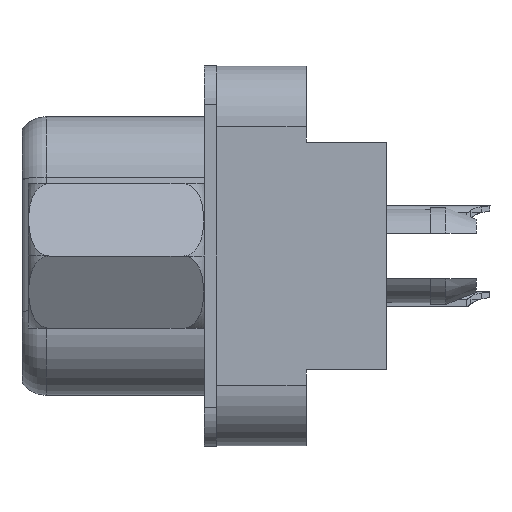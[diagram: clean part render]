
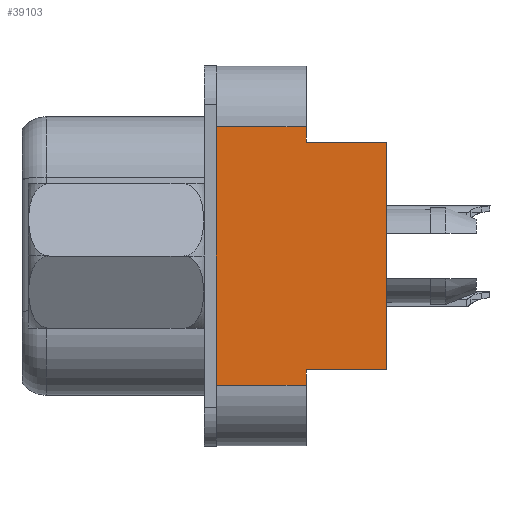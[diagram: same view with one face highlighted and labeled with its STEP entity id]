
A CAD part, left-side view. The second image highlights one B-rep face of the part: STEP entity #39103.
In plain terms, the highlighted planar face has unit normal (-1, 0, 0).
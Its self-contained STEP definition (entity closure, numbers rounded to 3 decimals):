
#527=DIRECTION('',(0.,1.,0.));
#528=VECTOR('',#527,2.65);
#529=CARTESIAN_POINT('',(0.,0.,-2.5));
#530=LINE('',#529,#528);
#795=DIRECTION('',(0.,-1.,0.));
#796=VECTOR('',#795,2.65);
#797=CARTESIAN_POINT('',(0.,2.65,-10.));
#798=LINE('',#797,#796);
#13677=DIRECTION('',(0.,0.,1.));
#13678=VECTOR('',#13677,8.5);
#13679=CARTESIAN_POINT('',(0.,5.6,-10.5));
#13680=LINE('',#13679,#13678);
#13681=DIRECTION('',(0.,0.,1.));
#13682=VECTOR('',#13681,0.5);
#13683=CARTESIAN_POINT('',(0.,2.65,-2.5));
#13684=LINE('',#13683,#13682);
#13685=DIRECTION('',(0.,0.,1.));
#13686=VECTOR('',#13685,7.5);
#13687=CARTESIAN_POINT('',(0.,0.,-10.));
#13688=LINE('',#13687,#13686);
#13689=DIRECTION('',(0.,0.,1.));
#13690=VECTOR('',#13689,0.5);
#13691=CARTESIAN_POINT('',(0.,2.65,-10.5));
#13692=LINE('',#13691,#13690);
#13702=DIRECTION('',(0.,1.,0.));
#13703=VECTOR('',#13702,2.95);
#13704=CARTESIAN_POINT('',(0.,2.65,-2.));
#13705=LINE('',#13704,#13703);
#14398=DIRECTION('',(0.,-1.,0.));
#14399=VECTOR('',#14398,2.95);
#14400=CARTESIAN_POINT('',(0.,5.6,-10.5));
#14401=LINE('',#14400,#14399);
#16604=CARTESIAN_POINT('',(0.,0.,-2.5));
#16605=VERTEX_POINT('',#16604);
#16606=CARTESIAN_POINT('',(0.,0.,-10.));
#16607=VERTEX_POINT('',#16606);
#16686=CARTESIAN_POINT('',(0.,2.65,-2.5));
#16687=VERTEX_POINT('',#16686);
#16688=CARTESIAN_POINT('',(0.,2.65,-2.));
#16689=VERTEX_POINT('',#16688);
#16746=CARTESIAN_POINT('',(0.,2.65,-10.5));
#16747=VERTEX_POINT('',#16746);
#16748=CARTESIAN_POINT('',(0.,2.65,-10.));
#16749=VERTEX_POINT('',#16748);
#18134=CARTESIAN_POINT('',(0.,5.6,-10.5));
#18135=VERTEX_POINT('',#18134);
#18136=CARTESIAN_POINT('',(0.,5.6,-2.));
#18137=VERTEX_POINT('',#18136);
#39084=CARTESIAN_POINT('',(0.,2.8,-6.25));
#39085=DIRECTION('',(1.,0.,0.));
#39086=DIRECTION('',(0.,0.,1.));
#39087=AXIS2_PLACEMENT_3D('',#39084,#39085,#39086);
#39088=PLANE('',#39087);
#39089=ORIENTED_EDGE('',*,*,#19661,.T.);
#39091=ORIENTED_EDGE('',*,*,#39090,.F.);
#39092=ORIENTED_EDGE('',*,*,#39051,.F.);
#39093=ORIENTED_EDGE('',*,*,#19195,.F.);
#39095=ORIENTED_EDGE('',*,*,#39094,.F.);
#39096=ORIENTED_EDGE('',*,*,#19522,.F.);
#39098=ORIENTED_EDGE('',*,*,#39097,.F.);
#39100=ORIENTED_EDGE('',*,*,#39099,.F.);
#39101=EDGE_LOOP('',(#39089,#39091,#39092,#39093,#39095,#39096,#39098,#39100));
#39102=FACE_OUTER_BOUND('',#39101,.F.);
#19195=EDGE_CURVE('',#16605,#16687,#530,.T.);
#19522=EDGE_CURVE('',#16749,#16607,#798,.T.);
#19661=EDGE_CURVE('',#18135,#18137,#13680,.T.);
#39051=EDGE_CURVE('',#16687,#16689,#13684,.T.);
#39090=EDGE_CURVE('',#16689,#18137,#13705,.T.);
#39094=EDGE_CURVE('',#16607,#16605,#13688,.T.);
#39097=EDGE_CURVE('',#16747,#16749,#13692,.T.);
#39099=EDGE_CURVE('',#18135,#16747,#14401,.T.);
#39103=ADVANCED_FACE('',(#39102),#39088,.F.);
